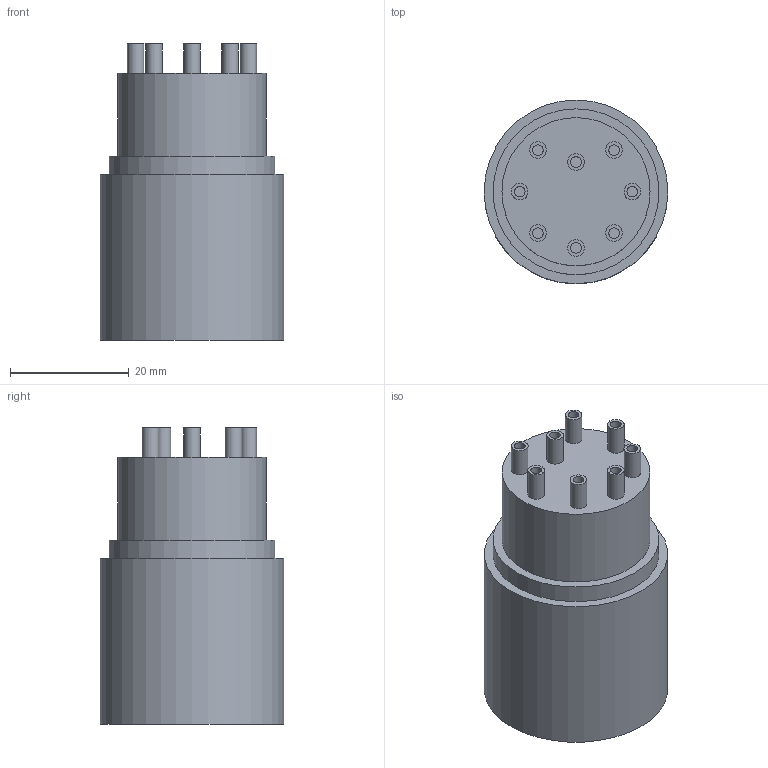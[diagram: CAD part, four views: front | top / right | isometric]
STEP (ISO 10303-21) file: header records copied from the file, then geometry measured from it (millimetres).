
FILE_DESCRIPTION(/* description */ (''),/* implementation_level */ '2;1');
FILE_NAME(/* name */ 'AT8F.stp',/* time_stamp */ '2014-11-11T14:42:43+01:00',/* author */ ('sh'),/* organization */ (''),/* preprocessor_version */ 'ST-DEVELOPER v15.2',/* originating_system */ 'Autodesk Inventor 2014',/* authorisation */ '');
FILE_SCHEMA (('AUTOMOTIVE_DESIGN { 1 0 10303 214 3 1 1 }'));
Length unit declared in the file: millimetre
Products named in the file (1): AT8F
Bounding box: 31 x 31 x 50 mm (x, y, z)
Volume: 27246.2 mm3; surface area: 8477 mm2
Topology: 1 solids, 1 shells, 205 faces, 495 edges, 330 vertices
Faces by surface type: plane 96, bspline 82, cylinder 27
Full cylindrical faces by diameter (mm): 1.8 x8, 2.8 x8, 4.8 x8, 25 x1, 28 x1, 31 x1
Entity records: 6465 total; most frequent: CARTESIAN_POINT 2070, ORIENTED_EDGE 936, DIRECTION 606, EDGE_CURVE 468, VERTEX_POINT 330, EDGE_LOOP 270, LINE 250, VECTOR 250
